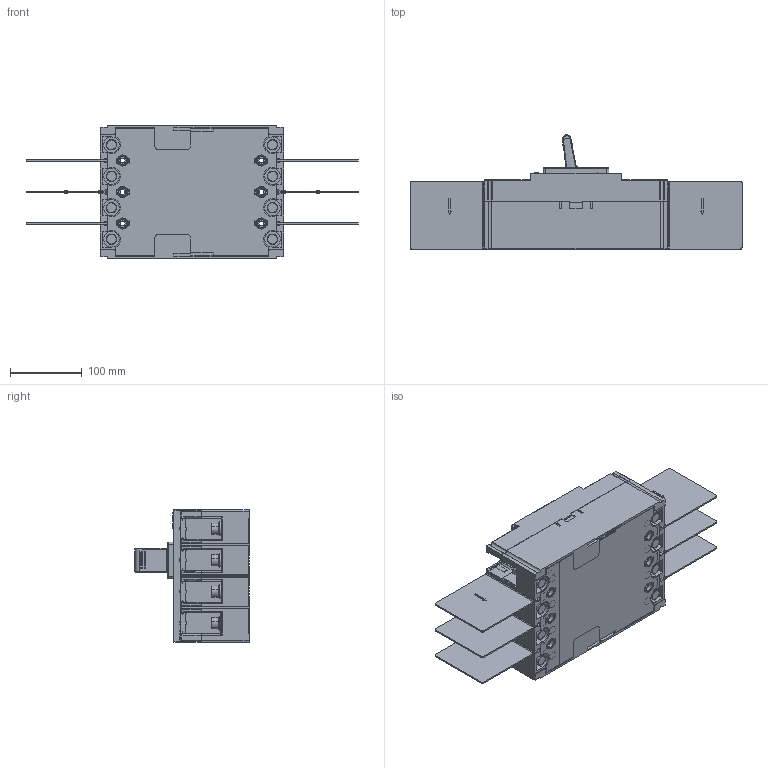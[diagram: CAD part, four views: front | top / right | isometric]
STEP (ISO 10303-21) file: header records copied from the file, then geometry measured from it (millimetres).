
FILE_DESCRIPTION((''),'2;1');
FILE_NAME('2259M1638_ASM_1_ASM','2022-11-28T20:58:36',('jinj3'),(''),'CREO PARAMETRIC BY PTC INC, 2020044','CREO PARAMETRIC BY PTC INC, 2020044','');
FILE_SCHEMA(('CONFIG_CONTROL_DESIGN','SHAPE_APPEARANCE_LAYERS_GROUPS'));
Products named in the file (27): 8ZTD_024_642_7; 5ZTD_024_642_AF1_ASM_1_ASM; 8ZTD_946_085_4; 8ZTD_552_075_2_14; 5ZTD_552_419_2_ASM_8_ASM; 8ZTD_420_490_6; 5ZTD_552_435_ASM_8_ASM; 5ZTD_559_531_1_ASM_12_ASM; 5ZTD_615_663_ASM_22_ASM; 5ZTD_200_139_ASM_1_ASM; 5ZTD_559_540_ASM_1_ASM; 5ZTD_559_532_ASM_5_ASM; SP110035_7; 5ZTD_859_021_ASM_2_ASM; 8ZTD_742_1684_2; 8ZTD_742_1658_5; 8ZTD_742_1659_5; 5ZTD_850_101_4; 5022M1687_ASM_1_ASM; 8ZTD_253_997_AF1_6; 8ZTD_282_1095_4; 8ZTD_253_051_2; 8315M1697_1; 5315M1662_AF1_ASM_1_ASM; SP070402_1; 8ZTD_742_1963_4; 2259M1638_ASM_1_ASM
Assembly tree (71 placements, depth 6):
  2259M1638_ASM_1_ASM
    5022M1687_ASM_1_ASM
      5ZTD_024_642_AF1_ASM_1_ASM
        8ZTD_024_642_7
      8ZTD_946_085_4  x8
      5ZTD_552_419_2_ASM_8_ASM  x4
        8ZTD_552_075_2_14
      5ZTD_559_540_ASM_1_ASM
        5ZTD_615_663_ASM_22_ASM  x3
          5ZTD_559_531_1_ASM_12_ASM
            8ZTD_420_490_6
            5ZTD_552_435_ASM_8_ASM
        5ZTD_559_531_1_ASM_12_ASM
          8ZTD_420_490_6
          5ZTD_552_435_ASM_8_ASM
        5ZTD_200_139_ASM_1_ASM
      5ZTD_559_532_ASM_5_ASM
        8ZTD_552_075_2_14
        8ZTD_420_490_6
      SP110035_7  x4
      5ZTD_859_021_ASM_2_ASM  x3
      8ZTD_742_1684_2
      8ZTD_742_1658_5  x4
      8ZTD_742_1659_5  x4
      5ZTD_850_101_4  x8
    8ZTD_253_997_AF1_6
    5315M1662_AF1_ASM_1_ASM
      8ZTD_282_1095_4
      8ZTD_253_051_2
      8315M1697_1
    SP070402_1  x8
    8ZTD_742_1963_4  x6
Bounding box: 464 x 159.64 x 185 mm (x, y, z)
Volume: 1197141 mm3; surface area: 727677 mm2
Topology: 58 solids, 106 shells, 4779 faces, 12853 edges, 8369 vertices
Faces by surface type: plane 2762, cylinder 1404, torus 244, cone 162, extrusion 90, sphere 60, bspline 57
Entity records: 124892 total; most frequent: CARTESIAN_POINT 26612, ORIENTED_EDGE 19702, DIRECTION 19129, EDGE_CURVE 9865, VECTOR 6567, VERTEX_POINT 6493, LINE 6477, AXIS2_PLACEMENT_3D 6281
